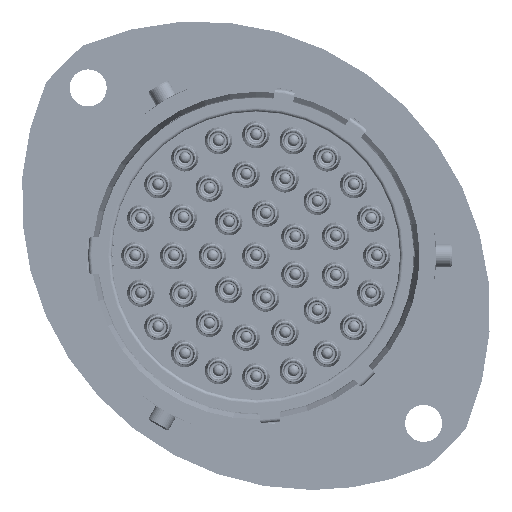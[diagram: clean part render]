
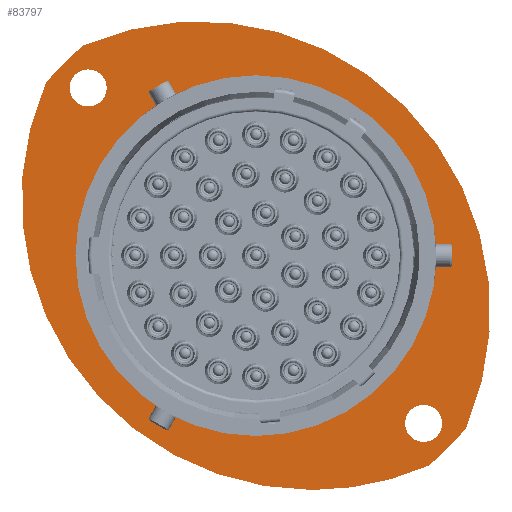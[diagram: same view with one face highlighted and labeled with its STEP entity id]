
A CAD part, left-side view. The second image highlights one B-rep face of the part: STEP entity #83797.
In plain terms, the highlighted planar face has unit normal (-1, 0, 0).
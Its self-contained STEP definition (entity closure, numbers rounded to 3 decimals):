
#102 = VERTEX_POINT ( 'NONE', #91127 ) ;
#1223 = ORIENTED_EDGE ( 'NONE', *, *, #112163, .T. ) ;
#1869 = CARTESIAN_POINT ( 'NONE',  ( 4.955, 7.911, 0.042 ) ) ;
#2998 = FACE_OUTER_BOUND ( 'NONE', #101962, .T. ) ;
#3234 = EDGE_CURVE ( 'NONE', #108312, #30559, #78434, .T. ) ;
#4195 = VERTEX_POINT ( 'NONE', #7667 ) ;
#6590 = AXIS2_PLACEMENT_3D ( 'NONE', #29246, #29874, #119385 ) ;
#7667 = CARTESIAN_POINT ( 'NONE',  ( 4.955, -10.512, -15.104 ) ) ;
#13604 = CARTESIAN_POINT ( 'NONE',  ( 4.955, 7.911, 0.042 ) ) ;
#13615 = ORIENTED_EDGE ( 'NONE', *, *, #109818, .F. ) ;
#13741 = DIRECTION ( 'NONE',  ( 0., 0., 1. ) ) ;
#14727 = ORIENTED_EDGE ( 'NONE', *, *, #101793, .T. ) ;
#15660 = ORIENTED_EDGE ( 'NONE', *, *, #26909, .T. ) ;
#17661 = EDGE_LOOP ( 'NONE', ( #83192, #47786 ) ) ;
#19690 = AXIS2_PLACEMENT_3D ( 'NONE', #120737, #73258, #36601 ) ;
#20328 = VERTEX_POINT ( 'NONE', #101371 ) ;
#21378 = CIRCLE ( 'NONE', #65666, 15.82 ) ;
#22264 = CIRCLE ( 'NONE', #48396, 25.5 ) ;
#22610 = CARTESIAN_POINT ( 'NONE',  ( 4.955, 23.731, 0.042 ) ) ;
#25028 = EDGE_CURVE ( 'NONE', #124649, #77421, #47678, .T. ) ;
#26909 = EDGE_CURVE ( 'NONE', #20328, #73700, #22264, .T. ) ;
#29246 = CARTESIAN_POINT ( 'NONE',  ( 4.955, 2.961, 4.992 ) ) ;
#29456 = AXIS2_PLACEMENT_3D ( 'NONE', #13604, #81722, #90659 ) ;
#29874 = DIRECTION ( 'NONE',  ( -1., 0., 0. ) ) ;
#30559 = VERTEX_POINT ( 'NONE', #101474 ) ;
#32022 = EDGE_CURVE ( 'NONE', #83644, #102, #21378, .T. ) ;
#32736 = CARTESIAN_POINT ( 'NONE',  ( 4.955, 7.911, 0.042 ) ) ;
#33333 = DIRECTION ( 'NONE',  ( -1., 0., 0. ) ) ;
#35231 = AXIS2_PLACEMENT_3D ( 'NONE', #22610, #61053, #51510 ) ;
#36601 = DIRECTION ( 'NONE',  ( 0., 0., -1. ) ) ;
#37561 = DIRECTION ( 'NONE',  ( -1., 0., 0. ) ) ;
#37824 = DIRECTION ( 'NONE',  ( 0., 0., -1. ) ) ;
#37924 = DIRECTION ( 'NONE',  ( 0., 0., -1. ) ) ;
#40463 = CIRCLE ( 'NONE', #117247, 15.82 ) ;
#40754 = ORIENTED_EDGE ( 'NONE', *, *, #3234, .F. ) ;
#44845 = CARTESIAN_POINT ( 'NONE',  ( 4.955, 23.057, 18.465 ) ) ;
#44868 = CIRCLE ( 'NONE', #115603, 23.85 ) ;
#46567 = AXIS2_PLACEMENT_3D ( 'NONE', #114539, #113312, #37924 ) ;
#47255 = CARTESIAN_POINT ( 'NONE',  ( 4.955, 22.618, 14.75 ) ) ;
#47678 = CIRCLE ( 'NONE', #118411, 1.625 ) ;
#47786 = ORIENTED_EDGE ( 'NONE', *, *, #122725, .F. ) ;
#47947 = DIRECTION ( 'NONE',  ( -1., 0., 0. ) ) ;
#48396 = AXIS2_PLACEMENT_3D ( 'NONE', #66026, #37561, #77360 ) ;
#49440 = AXIS2_PLACEMENT_3D ( 'NONE', #105193, #66532, #113439 ) ;
#50732 = EDGE_LOOP ( 'NONE', ( #40754, #13615 ) ) ;
#51081 = ORIENTED_EDGE ( 'NONE', *, *, #99533, .F. ) ;
#51510 = DIRECTION ( 'NONE',  ( 0., 0., -1. ) ) ;
#53377 = CARTESIAN_POINT ( 'NONE',  ( 4.955, -7.236, -18.38 ) ) ;
#54377 = EDGE_CURVE ( 'NONE', #4195, #76543, #67577, .T. ) ;
#61039 = CIRCLE ( 'NONE', #6590, 25.5 ) ;
#61053 = DIRECTION ( 'NONE',  ( 1., 0., 0. ) ) ;
#62452 = CARTESIAN_POINT ( 'NONE',  ( 4.955, 22.618, 13.125 ) ) ;
#63802 = DIRECTION ( 'NONE',  ( 0., 0., 1. ) ) ;
#65666 = AXIS2_PLACEMENT_3D ( 'NONE', #1869, #78238, #68145 ) ;
#66026 = CARTESIAN_POINT ( 'NONE',  ( 4.955, 2.961, 4.992 ) ) ;
#66532 = DIRECTION ( 'NONE',  ( -1., 0., 0. ) ) ;
#67577 = CIRCLE ( 'NONE', #49440, 25.5 ) ;
#68145 = DIRECTION ( 'NONE',  ( 0., 0., 1. ) ) ;
#69879 = FACE_BOUND ( 'NONE', #50732, .T. ) ;
#71543 = CARTESIAN_POINT ( 'NONE',  ( 4.955, -6.797, -13.04 ) ) ;
#73258 = DIRECTION ( 'NONE',  ( -1., 0., 0. ) ) ;
#73700 = VERTEX_POINT ( 'NONE', #73801 ) ;
#73748 = CIRCLE ( 'NONE', #29456, 23.85 ) ;
#73801 = CARTESIAN_POINT ( 'NONE',  ( 4.955, 2.961, -20.508 ) ) ;
#76543 = VERTEX_POINT ( 'NONE', #44845 ) ;
#77360 = DIRECTION ( 'NONE',  ( 0., 0., -1. ) ) ;
#77421 = VERTEX_POINT ( 'NONE', #71543 ) ;
#77559 = DIRECTION ( 'NONE',  ( -1., 0., 0. ) ) ;
#77891 = ORIENTED_EDGE ( 'NONE', *, *, #119455, .T. ) ;
#78238 = DIRECTION ( 'NONE',  ( -1., 0., 0. ) ) ;
#78434 = CIRCLE ( 'NONE', #88481, 1.625 ) ;
#81216 = ORIENTED_EDGE ( 'NONE', *, *, #54377, .T. ) ;
#81722 = DIRECTION ( 'NONE',  ( -1., 0., 0. ) ) ;
#82362 = VERTEX_POINT ( 'NONE', #53377 ) ;
#83192 = ORIENTED_EDGE ( 'NONE', *, *, #32022, .F. ) ;
#83644 = VERTEX_POINT ( 'NONE', #120629 ) ;
#83797 = ADVANCED_FACE ( 'NONE', ( #69879, #90763, #89507, #2998 ), #109215, .F. ) ;
#85814 = DIRECTION ( 'NONE',  ( 0., 0., -1. ) ) ;
#88481 = AXIS2_PLACEMENT_3D ( 'NONE', #47255, #77559, #85814 ) ;
#89507 = FACE_BOUND ( 'NONE', #17661, .T. ) ;
#90659 = DIRECTION ( 'NONE',  ( 0., 0., 1. ) ) ;
#90763 = FACE_BOUND ( 'NONE', #108714, .T. ) ;
#91127 = CARTESIAN_POINT ( 'NONE',  ( 4.955, 7.911, -15.778 ) ) ;
#91648 = CARTESIAN_POINT ( 'NONE',  ( 4.955, 7.911, 0.042 ) ) ;
#92717 = CARTESIAN_POINT ( 'NONE',  ( 4.955, -6.797, -16.29 ) ) ;
#99533 = EDGE_CURVE ( 'NONE', #77421, #124649, #112647, .T. ) ;
#101371 = CARTESIAN_POINT ( 'NONE',  ( 4.955, 26.333, 15.189 ) ) ;
#101474 = CARTESIAN_POINT ( 'NONE',  ( 4.955, 22.618, 16.375 ) ) ;
#101793 = EDGE_CURVE ( 'NONE', #82362, #4195, #73748, .T. ) ;
#101962 = EDGE_LOOP ( 'NONE', ( #15660, #77891, #14727, #81216, #1223 ) ) ;
#104952 = CARTESIAN_POINT ( 'NONE',  ( 4.955, -6.797, -14.665 ) ) ;
#105193 = CARTESIAN_POINT ( 'NONE',  ( 4.955, 12.86, -4.907 ) ) ;
#108312 = VERTEX_POINT ( 'NONE', #62452 ) ;
#108714 = EDGE_LOOP ( 'NONE', ( #123570, #51081 ) ) ;
#109215 = PLANE ( 'NONE',  #35231 ) ;
#109818 = EDGE_CURVE ( 'NONE', #30559, #108312, #111297, .T. ) ;
#111297 = CIRCLE ( 'NONE', #46567, 1.625 ) ;
#112163 = EDGE_CURVE ( 'NONE', #76543, #20328, #44868, .T. ) ;
#112647 = CIRCLE ( 'NONE', #19690, 1.625 ) ;
#113312 = DIRECTION ( 'NONE',  ( -1., 0., 0. ) ) ;
#113439 = DIRECTION ( 'NONE',  ( 0., 0., -1. ) ) ;
#114539 = CARTESIAN_POINT ( 'NONE',  ( 4.955, 22.618, 14.75 ) ) ;
#115603 = AXIS2_PLACEMENT_3D ( 'NONE', #91648, #121961, #63802 ) ;
#117247 = AXIS2_PLACEMENT_3D ( 'NONE', #32736, #33333, #13741 ) ;
#118411 = AXIS2_PLACEMENT_3D ( 'NONE', #104952, #47947, #37824 ) ;
#119385 = DIRECTION ( 'NONE',  ( 0., 0., -1. ) ) ;
#119455 = EDGE_CURVE ( 'NONE', #73700, #82362, #61039, .T. ) ;
#120629 = CARTESIAN_POINT ( 'NONE',  ( 4.955, 7.911, 15.862 ) ) ;
#120737 = CARTESIAN_POINT ( 'NONE',  ( 4.955, -6.797, -14.665 ) ) ;
#121961 = DIRECTION ( 'NONE',  ( -1., 0., 0. ) ) ;
#122725 = EDGE_CURVE ( 'NONE', #102, #83644, #40463, .T. ) ;
#123570 = ORIENTED_EDGE ( 'NONE', *, *, #25028, .F. ) ;
#124649 = VERTEX_POINT ( 'NONE', #92717 ) ;
